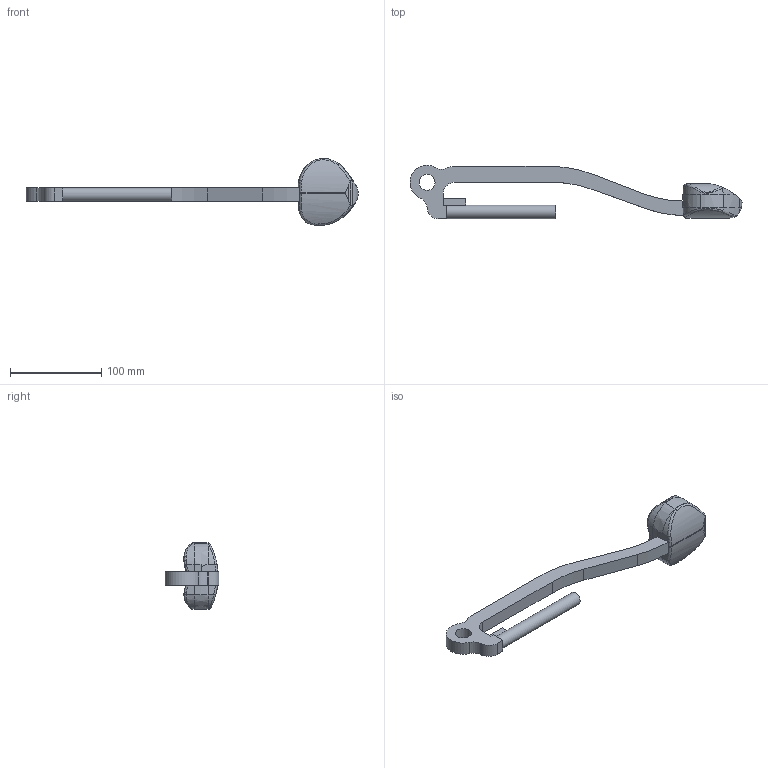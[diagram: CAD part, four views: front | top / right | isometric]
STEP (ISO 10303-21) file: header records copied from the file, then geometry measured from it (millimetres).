
FILE_DESCRIPTION(/* description */ (''),/* implementation_level */ '2;1');
FILE_NAME(/* name */ 'Tubo de prostata.stp',/* time_stamp */ '2023-08-25T02:12:07-05:00',/* author */ ('gdpg'),/* organization */ (''),/* preprocessor_version */ 'ST-DEVELOPER v19.2',/* originating_system */ 'Autodesk Inventor 2024',/* authorisation */ '');
FILE_SCHEMA (('AUTOMOTIVE_DESIGN { 1 0 10303 214 3 1 1 }'));
Length unit declared in the file: millimetre
Products named in the file (1): Tubo de prostata
Bounding box: 364.38 x 58.62 x 73.19 mm (x, y, z)
Volume: 225153 mm3; surface area: 41935.5 mm2
Topology: 1 solids, 1 shells, 102 faces, 276 edges, 176 vertices
Faces by surface type: bspline 32, cylinder 30, plane 25, cone 14, torus 1
Full cylindrical faces by diameter (mm): 14.75 x1, 17.5 x1
Entity records: 4793 total; most frequent: CARTESIAN_POINT 2366, ORIENTED_EDGE 554, DIRECTION 361, EDGE_CURVE 277, VERTEX_POINT 176, AXIS2_PLACEMENT_3D 137, B_SPLINE_CURVE_WITH_KNOTS 120, EDGE_LOOP 104
